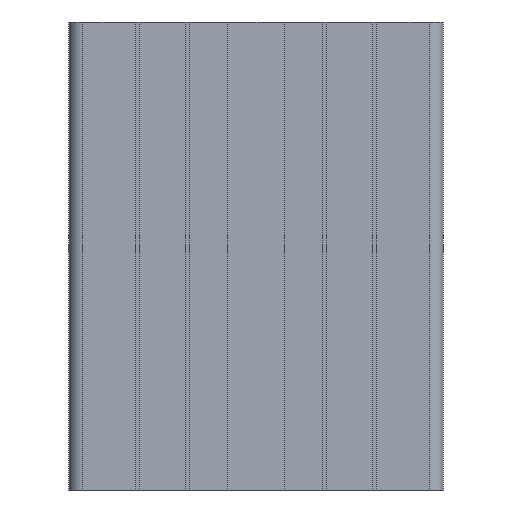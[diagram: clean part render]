
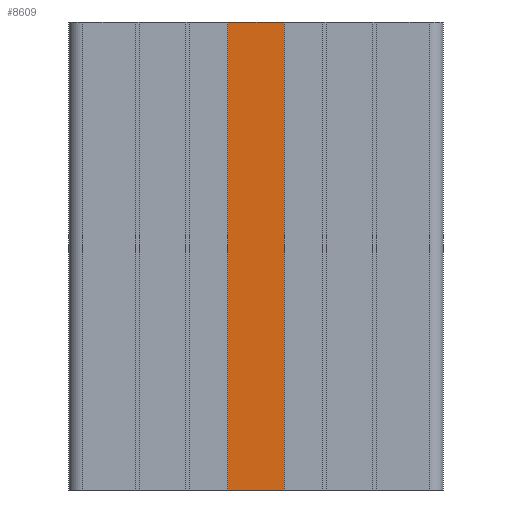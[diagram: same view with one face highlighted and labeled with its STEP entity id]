
A CAD part, front view. The second image highlights one B-rep face of the part: STEP entity #8609.
In plain terms, the highlighted planar face has unit normal (0, -1, 0).
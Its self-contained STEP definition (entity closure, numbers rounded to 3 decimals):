
#512 = ORIENTED_EDGE ( 'NONE', *, *, #9016, .T. ) ;
#528 = CARTESIAN_POINT ( 'NONE',  ( 6., -39., -100. ) ) ;
#638 = DIRECTION ( 'NONE',  ( 0., 0., -1. ) ) ;
#1014 = VERTEX_POINT ( 'NONE', #7698 ) ;
#1155 = VECTOR ( 'NONE', #5426, 1000. ) ;
#1334 = CARTESIAN_POINT ( 'NONE',  ( 6., -39., 0. ) ) ;
#1613 = VECTOR ( 'NONE', #9915, 1000. ) ;
#2337 = CARTESIAN_POINT ( 'NONE',  ( 6., -39., -100. ) ) ;
#2465 = DIRECTION ( 'NONE',  ( 0., 0., 1. ) ) ;
#2823 = CARTESIAN_POINT ( 'NONE',  ( -6., -39., 0. ) ) ;
#2909 = LINE ( 'NONE', #2337, #6893 ) ;
#3428 = LINE ( 'NONE', #5131, #1613 ) ;
#3797 = VERTEX_POINT ( 'NONE', #6297 ) ;
#4367 = EDGE_CURVE ( 'NONE', #3797, #6559, #8198, .T. ) ;
#4575 = VECTOR ( 'NONE', #2465, 1000. ) ;
#4689 = ORIENTED_EDGE ( 'NONE', *, *, #4367, .F. ) ;
#5131 = CARTESIAN_POINT ( 'NONE',  ( 6., -39., 0. ) ) ;
#5426 = DIRECTION ( 'NONE',  ( 0., 0., 1. ) ) ;
#6037 = LINE ( 'NONE', #528, #1155 ) ;
#6050 = PLANE ( 'NONE',  #8729 ) ;
#6059 = DIRECTION ( 'NONE',  ( 1., 0., 0. ) ) ;
#6297 = CARTESIAN_POINT ( 'NONE',  ( -6., -39., -100. ) ) ;
#6314 = ORIENTED_EDGE ( 'NONE', *, *, #7070, .T. ) ;
#6559 = VERTEX_POINT ( 'NONE', #2823 ) ;
#6725 = ORIENTED_EDGE ( 'NONE', *, *, #7315, .F. ) ;
#6893 = VECTOR ( 'NONE', #6059, 1000. ) ;
#7070 = EDGE_CURVE ( 'NONE', #3797, #1014, #2909, .T. ) ;
#7315 = EDGE_CURVE ( 'NONE', #6559, #9366, #3428, .T. ) ;
#7424 = CARTESIAN_POINT ( 'NONE',  ( -6., -39., -100. ) ) ;
#7698 = CARTESIAN_POINT ( 'NONE',  ( 6., -39., -100. ) ) ;
#7715 = FACE_OUTER_BOUND ( 'NONE', #9869, .T. ) ;
#8198 = LINE ( 'NONE', #7424, #4575 ) ;
#8609 = ADVANCED_FACE ( 'NONE', ( #7715 ), #6050, .T. ) ;
#8631 = DIRECTION ( 'NONE',  ( 0., -1., 0. ) ) ;
#8729 = AXIS2_PLACEMENT_3D ( 'NONE', #10015, #8631, #638 ) ;
#9016 = EDGE_CURVE ( 'NONE', #1014, #9366, #6037, .T. ) ;
#9366 = VERTEX_POINT ( 'NONE', #1334 ) ;
#9869 = EDGE_LOOP ( 'NONE', ( #6725, #4689, #6314, #512 ) ) ;
#9915 = DIRECTION ( 'NONE',  ( 1., 0., 0. ) ) ;
#10015 = CARTESIAN_POINT ( 'NONE',  ( 6., -39., -100. ) ) ;
